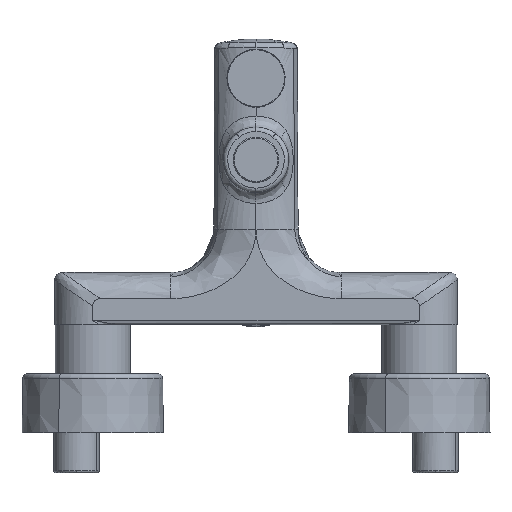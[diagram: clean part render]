
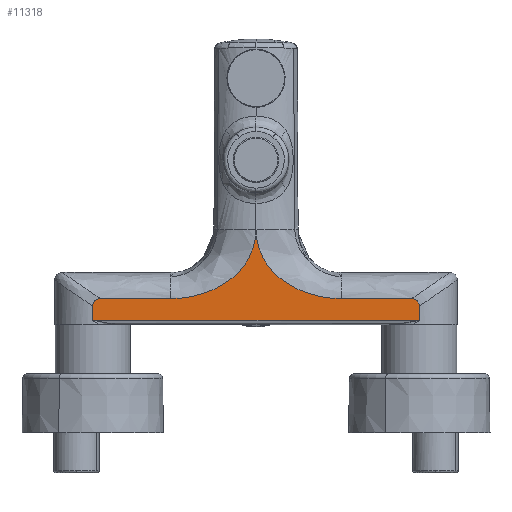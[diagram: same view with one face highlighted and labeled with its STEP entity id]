
A CAD part, front view. The second image highlights one B-rep face of the part: STEP entity #11318.
In plain terms, the highlighted planar face has unit normal (0, -1, 0).
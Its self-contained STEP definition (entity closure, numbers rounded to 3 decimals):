
#285 = CARTESIAN_POINT ( 'NONE',  ( 75.002, -17.5, -14.757 ) ) ;
#462 = CARTESIAN_POINT ( 'NONE',  ( -71.515, -17.5, -11.25 ) ) ;
#707 = CARTESIAN_POINT ( 'NONE',  ( 0., -17.5, 20.469 ) ) ;
#1062 = VERTEX_POINT ( 'NONE', #17873 ) ;
#1111 = CARTESIAN_POINT ( 'NONE',  ( 0., -17.5, 0. ) ) ;
#1235 = CARTESIAN_POINT ( 'NONE',  ( 73.447, -17.5, -11.25 ) ) ;
#1811 = LINE ( 'NONE', #20177, #10943 ) ;
#1812 = EDGE_CURVE ( 'NONE', #18729, #3144, #1811, .T. ) ;
#2545 = CARTESIAN_POINT ( 'NONE',  ( 0.36, -17.5, 14.605 ) ) ;
#2584 = B_SPLINE_CURVE_WITH_KNOTS ( 'NONE', 3,
 ( #6664, #8505, #1235, #14047 ),
 .UNSPECIFIED., .F., .F.,
 ( 4, 4 ),
 ( 0., 6.079 ),
 .UNSPECIFIED. ) ;
#3144 = VERTEX_POINT ( 'NONE', #6595 ) ;
#3562 = EDGE_CURVE ( 'NONE', #11630, #18729, #12086, .T. ) ;
#4280 = VECTOR ( 'NONE', #12885, 1000. ) ;
#4393 = CARTESIAN_POINT ( 'NONE',  ( 8.025, -17.5, -1.203 ) ) ;
#5433 = CARTESIAN_POINT ( 'NONE',  ( -0.36, -17.5, 14.605 ) ) ;
#5772 = DIRECTION ( 'NONE',  ( -1., 0., 0. ) ) ;
#6069 = CARTESIAN_POINT ( 'NONE',  ( -75.002, -17.5, -14.757 ) ) ;
#6213 = CARTESIAN_POINT ( 'NONE',  ( 25.815, -17.5, -10.167 ) ) ;
#6217 = CARTESIAN_POINT ( 'NONE',  ( 71.515, -17.5, -11.25 ) ) ;
#6501 = VERTEX_POINT ( 'NONE', #462 ) ;
#6535 = B_SPLINE_CURVE_WITH_KNOTS ( 'NONE', 5,
 ( #707, #9565, #2545, #15357, #4393, #17203, #6213, #19031, #8071 ),
 .UNSPECIFIED., .F., .F.,
 ( 6, 2, 1, 6 ),
 ( 0., 14.944, 31.484, 57.031 ),
 .UNSPECIFIED. ) ;
#6560 = EDGE_CURVE ( 'NONE', #15746, #14604, #19786, .T. ) ;
#6595 = CARTESIAN_POINT ( 'NONE',  ( -75.002, -17.5, -14.757 ) ) ;
#6621 = DIRECTION ( 'NONE',  ( 0., 1., 0. ) ) ;
#6631 = ORIENTED_EDGE ( 'NONE', *, *, #12209, .T. ) ;
#6664 = CARTESIAN_POINT ( 'NONE',  ( 75.002, -17.5, -14.757 ) ) ;
#7123 = B_SPLINE_CURVE_WITH_KNOTS ( 'NONE', 5,
 ( #10768, #18152, #5433, #18229, #7266, #20082, #9112, #21912, #10931 ),
 .UNSPECIFIED., .F., .F.,
 ( 6, 2, 1, 6 ),
 ( 0., 14.944, 31.484, 57.031 ),
 .UNSPECIFIED. ) ;
#7218 = VECTOR ( 'NONE', #5772, 1000. ) ;
#7266 = CARTESIAN_POINT ( 'NONE',  ( -8.025, -17.5, -1.203 ) ) ;
#7872 = LINE ( 'NONE', #16950, #21893 ) ;
#8071 = CARTESIAN_POINT ( 'NONE',  ( 39.095, -17.5, -11.25 ) ) ;
#8505 = CARTESIAN_POINT ( 'NONE',  ( 75.005, -17.5, -12.825 ) ) ;
#8570 = EDGE_CURVE ( 'NONE', #3144, #6501, #21947, .T. ) ;
#9112 = CARTESIAN_POINT ( 'NONE',  ( -25.815, -17.5, -10.167 ) ) ;
#9179 = CARTESIAN_POINT ( 'NONE',  ( 0., -17.5, 20.469 ) ) ;
#9242 = AXIS2_PLACEMENT_3D ( 'NONE', #1111, #6621, #19425 ) ;
#9418 = ORIENTED_EDGE ( 'NONE', *, *, #13067, .F. ) ;
#9565 = CARTESIAN_POINT ( 'NONE',  ( -0.001, -17.5, 17.537 ) ) ;
#9695 = LINE ( 'NONE', #11108, #4280 ) ;
#9920 = CARTESIAN_POINT ( 'NONE',  ( 55.305, -17.5, -11.25 ) ) ;
#9982 = CARTESIAN_POINT ( 'NONE',  ( -71.515, -17.5, -11.25 ) ) ;
#10051 = VECTOR ( 'NONE', #15486, 1000. ) ;
#10220 = EDGE_CURVE ( 'NONE', #23363, #1062, #7123, .T. ) ;
#10768 = CARTESIAN_POINT ( 'NONE',  ( 0., -17.5, 20.469 ) ) ;
#10839 = ORIENTED_EDGE ( 'NONE', *, *, #8570, .F. ) ;
#10931 = CARTESIAN_POINT ( 'NONE',  ( -39.095, -17.5, -11.25 ) ) ;
#10943 = VECTOR ( 'NONE', #22022, 1000. ) ;
#11108 = CARTESIAN_POINT ( 'NONE',  ( -55.305, -17.5, -11.25 ) ) ;
#11318 = ADVANCED_FACE ( 'NONE', ( #18023 ), #19352, .F. ) ;
#11624 = EDGE_CURVE ( 'NONE', #13856, #14604, #2584, .T. ) ;
#11630 = VERTEX_POINT ( 'NONE', #19014 ) ;
#12086 = LINE ( 'NONE', #18573, #7218 ) ;
#12201 = CARTESIAN_POINT ( 'NONE',  ( 39.095, -17.5, -11.25 ) ) ;
#12209 = EDGE_CURVE ( 'NONE', #1062, #6501, #9695, .T. ) ;
#12306 = ORIENTED_EDGE ( 'NONE', *, *, #10220, .T. ) ;
#12885 = DIRECTION ( 'NONE',  ( -1., 0., 0. ) ) ;
#13067 = EDGE_CURVE ( 'NONE', #23363, #15746, #6535, .T. ) ;
#13856 = VERTEX_POINT ( 'NONE', #285 ) ;
#14047 = CARTESIAN_POINT ( 'NONE',  ( 71.515, -17.5, -11.25 ) ) ;
#14232 = ORIENTED_EDGE ( 'NONE', *, *, #11624, .T. ) ;
#14604 = VERTEX_POINT ( 'NONE', #6217 ) ;
#15100 = DIRECTION ( 'NONE',  ( 0., 0., 1. ) ) ;
#15357 = CARTESIAN_POINT ( 'NONE',  ( 1.965, -17.5, 8.557 ) ) ;
#15463 = EDGE_LOOP ( 'NONE', ( #9418, #12306, #6631, #10839, #21616, #15673, #23665, #14232, #16797 ) ) ;
#15486 = DIRECTION ( 'NONE',  ( 1., 0., 0. ) ) ;
#15673 = ORIENTED_EDGE ( 'NONE', *, *, #3562, .F. ) ;
#15746 = VERTEX_POINT ( 'NONE', #12201 ) ;
#16797 = ORIENTED_EDGE ( 'NONE', *, *, #6560, .F. ) ;
#16950 = CARTESIAN_POINT ( 'NONE',  ( 75., -17.5, -18.003 ) ) ;
#17203 = CARTESIAN_POINT ( 'NONE',  ( 17.89, -17.5, -7.423 ) ) ;
#17468 = CARTESIAN_POINT ( 'NONE',  ( -74.996, -17.5, -21.255 ) ) ;
#17873 = CARTESIAN_POINT ( 'NONE',  ( -39.095, -17.5, -11.25 ) ) ;
#18023 = FACE_OUTER_BOUND ( 'NONE', #15463, .T. ) ;
#18152 = CARTESIAN_POINT ( 'NONE',  ( 0.001, -17.5, 17.537 ) ) ;
#18229 = CARTESIAN_POINT ( 'NONE',  ( -1.965, -17.5, 8.557 ) ) ;
#18573 = CARTESIAN_POINT ( 'NONE',  ( -37.5, -17.5, -21.25 ) ) ;
#18729 = VERTEX_POINT ( 'NONE', #17468 ) ;
#19014 = CARTESIAN_POINT ( 'NONE',  ( 74.994, -17.5, -21.255 ) ) ;
#19031 = CARTESIAN_POINT ( 'NONE',  ( 34.084, -17.5, -11.251 ) ) ;
#19123 = CARTESIAN_POINT ( 'NONE',  ( -75.005, -17.5, -12.825 ) ) ;
#19352 = PLANE ( 'NONE',  #9242 ) ;
#19425 = DIRECTION ( 'NONE',  ( 0.509, 0., 0.861 ) ) ;
#19786 = LINE ( 'NONE', #9920, #10051 ) ;
#20082 = CARTESIAN_POINT ( 'NONE',  ( -17.89, -17.5, -7.423 ) ) ;
#20177 = CARTESIAN_POINT ( 'NONE',  ( -75., -17.5, -18.003 ) ) ;
#20964 = CARTESIAN_POINT ( 'NONE',  ( -73.447, -17.5, -11.25 ) ) ;
#21616 = ORIENTED_EDGE ( 'NONE', *, *, #1812, .F. ) ;
#21859 = EDGE_CURVE ( 'NONE', #11630, #13856, #7872, .T. ) ;
#21893 = VECTOR ( 'NONE', #15100, 1000. ) ;
#21912 = CARTESIAN_POINT ( 'NONE',  ( -34.084, -17.5, -11.251 ) ) ;
#21947 = B_SPLINE_CURVE_WITH_KNOTS ( 'NONE', 3,
 ( #6069, #19123, #20964, #9982 ),
 .UNSPECIFIED., .F., .F.,
 ( 4, 4 ),
 ( 0., 6.079 ),
 .UNSPECIFIED. ) ;
#22022 = DIRECTION ( 'NONE',  ( 0., 0., 1. ) ) ;
#23363 = VERTEX_POINT ( 'NONE', #9179 ) ;
#23665 = ORIENTED_EDGE ( 'NONE', *, *, #21859, .T. ) ;
